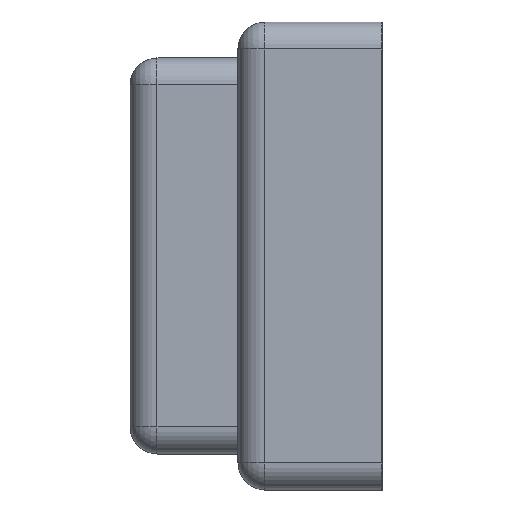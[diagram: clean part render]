
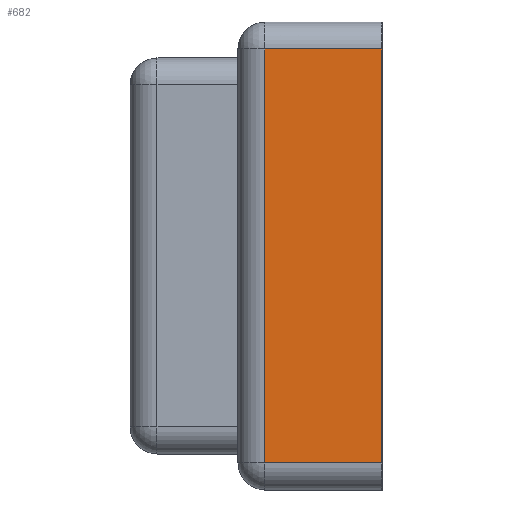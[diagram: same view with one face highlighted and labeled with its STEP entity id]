
A CAD part, left-side view. The second image highlights one B-rep face of the part: STEP entity #682.
In plain terms, the highlighted planar face has unit normal (-1, 0, 0).
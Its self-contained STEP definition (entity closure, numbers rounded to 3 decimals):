
#123 = VECTOR ( 'NONE', #2400, 1000. ) ;
#262 = VECTOR ( 'NONE', #970, 1000. ) ;
#444 = LINE ( 'NONE', #1826, #3153 ) ;
#577 = VERTEX_POINT ( 'NONE', #668 ) ;
#641 = CARTESIAN_POINT ( 'NONE',  ( -1.6, 0.325, -0.65 ) ) ;
#666 = VECTOR ( 'NONE', #2580, 1000. ) ;
#668 = CARTESIAN_POINT ( 'NONE',  ( -1.6, 0.325, -0.575 ) ) ;
#669 = ORIENTED_EDGE ( 'NONE', *, *, #3707, .T. ) ;
#682 = ADVANCED_FACE ( 'NONE', ( #2725 ), #1715, .F. ) ;
#756 = CARTESIAN_POINT ( 'NONE',  ( -1.6, 0., -0.575 ) ) ;
#780 = DIRECTION ( 'NONE',  ( 0., 0., -1. ) ) ;
#964 = DIRECTION ( 'NONE',  ( 0., -1., 0. ) ) ;
#970 = DIRECTION ( 'NONE',  ( 0., 0., -1. ) ) ;
#1087 = LINE ( 'NONE', #3578, #123 ) ;
#1346 = ORIENTED_EDGE ( 'NONE', *, *, #2896, .T. ) ;
#1590 = LINE ( 'NONE', #641, #262 ) ;
#1702 = CARTESIAN_POINT ( 'NONE',  ( -1.6, 0.4, 0.65 ) ) ;
#1715 = PLANE ( 'NONE',  #2985 ) ;
#1826 = CARTESIAN_POINT ( 'NONE',  ( -1.6, 0.4, -0.575 ) ) ;
#2283 = VERTEX_POINT ( 'NONE', #756 ) ;
#2400 = DIRECTION ( 'NONE',  ( 0., 1., 0. ) ) ;
#2483 = LINE ( 'NONE', #2925, #666 ) ;
#2501 = ORIENTED_EDGE ( 'NONE', *, *, #3449, .T. ) ;
#2580 = DIRECTION ( 'NONE',  ( 0., 0., 1. ) ) ;
#2714 = VERTEX_POINT ( 'NONE', #3254 ) ;
#2719 = VERTEX_POINT ( 'NONE', #2956 ) ;
#2725 = FACE_OUTER_BOUND ( 'NONE', #2921, .T. ) ;
#2896 = EDGE_CURVE ( 'NONE', #2714, #2719, #1087, .T. ) ;
#2921 = EDGE_LOOP ( 'NONE', ( #3099, #2501, #669, #1346 ) ) ;
#2925 = CARTESIAN_POINT ( 'NONE',  ( -1.6, 0., 0.65 ) ) ;
#2948 = DIRECTION ( 'NONE',  ( 1., 0., 0. ) ) ;
#2956 = CARTESIAN_POINT ( 'NONE',  ( -1.6, 0.325, 0.575 ) ) ;
#2985 = AXIS2_PLACEMENT_3D ( 'NONE', #1702, #2948, #780 ) ;
#3057 = EDGE_CURVE ( 'NONE', #2719, #577, #1590, .T. ) ;
#3099 = ORIENTED_EDGE ( 'NONE', *, *, #3057, .T. ) ;
#3153 = VECTOR ( 'NONE', #964, 1000. ) ;
#3254 = CARTESIAN_POINT ( 'NONE',  ( -1.6, 0., 0.575 ) ) ;
#3449 = EDGE_CURVE ( 'NONE', #577, #2283, #444, .T. ) ;
#3578 = CARTESIAN_POINT ( 'NONE',  ( -1.6, 0.4, 0.575 ) ) ;
#3707 = EDGE_CURVE ( 'NONE', #2283, #2714, #2483, .T. ) ;
